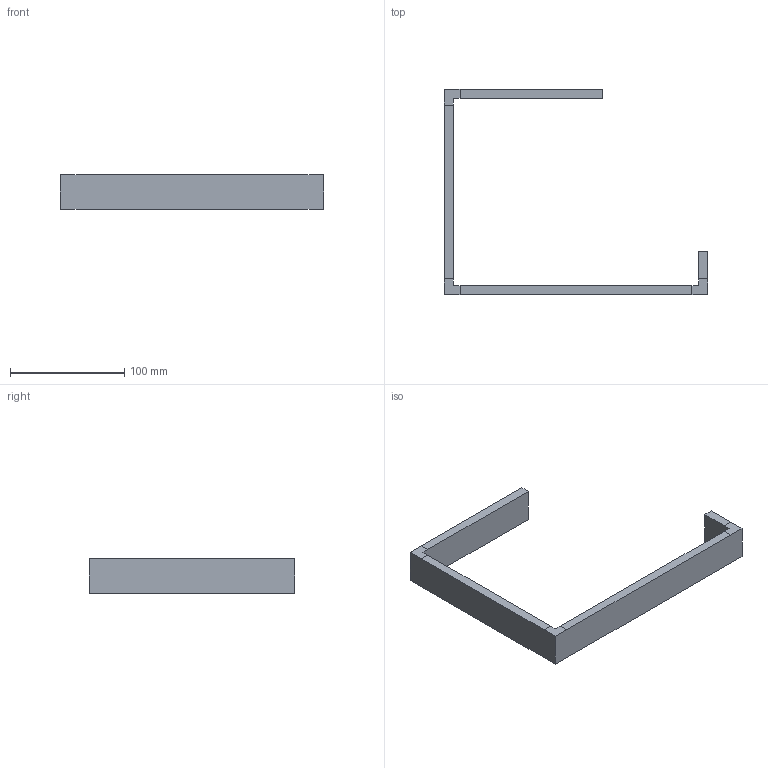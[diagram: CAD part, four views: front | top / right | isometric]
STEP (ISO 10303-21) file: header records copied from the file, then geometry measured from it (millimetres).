
FILE_DESCRIPTION (( 'STEP AP214' ), '1' );
FILE_NAME ('6363877.STEP', '2025-02-11T09:00:44', ( '' ), ( '' ), 'SwSTEP 2.0', 'SolidWorks 2024', '' );
FILE_SCHEMA (( 'AUTOMOTIVE_DESIGN' ));
Length unit declared in the file: millimetre
Products named in the file (1): 6363877
Bounding box: 231 x 180 x 30 mm (x, y, z)
Volume: 135240 mm3; surface area: 43306 mm2
Topology: 1 solids, 1 shells, 24 faces, 66 edges, 44 vertices
Faces by surface type: plane 24
Entity records: 773 total; most frequent: CARTESIAN_POINT 135, ORIENTED_EDGE 132, DIRECTION 116, VECTOR 66, LINE 66, EDGE_CURVE 66, VERTEX_POINT 44, AXIS2_PLACEMENT_3D 25
